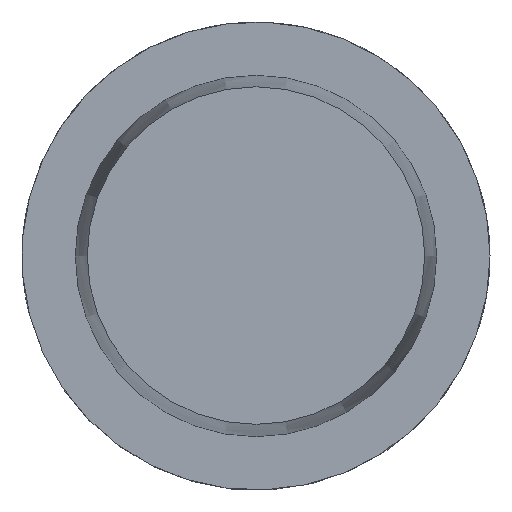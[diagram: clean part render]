
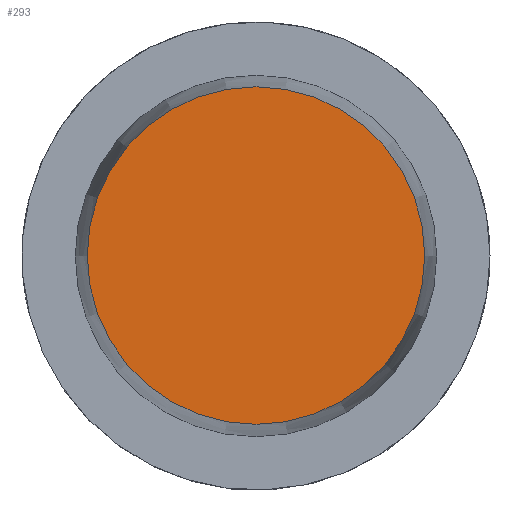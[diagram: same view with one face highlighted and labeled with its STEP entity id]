
A CAD part, top view. The second image highlights one B-rep face of the part: STEP entity #293.
In plain terms, the highlighted planar face has unit normal (0, 0, 1).
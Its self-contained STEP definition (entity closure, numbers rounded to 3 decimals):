
#111=FACE_OUTER_BOUND('',#395,.T.);
#293=ADVANCED_FACE('',(#111),#319,.T.);
#319=PLANE('',#955);
#395=EDGE_LOOP('',(#621));
#621=ORIENTED_EDGE('',*,*,#815,.T.);
#702=VERTEX_POINT('',#1501);
#815=EDGE_CURVE('',#702,#702,#850,.T.);
#850=CIRCLE('',#954,22.717);
#954=AXIS2_PLACEMENT_3D('',#1500,#1185,#1186);
#955=AXIS2_PLACEMENT_3D('',#1502,#1187,#1188);
#1185=DIRECTION('',(0.,0.,1.));
#1186=DIRECTION('',(0.,1.,0.));
#1187=DIRECTION('',(0.,0.,1.));
#1188=DIRECTION('',(0.,1.,0.));
#1500=CARTESIAN_POINT('',(0.,0.,32.));
#1501=CARTESIAN_POINT('',(0.,22.717,32.));
#1502=CARTESIAN_POINT('',(0.,0.,32.));
